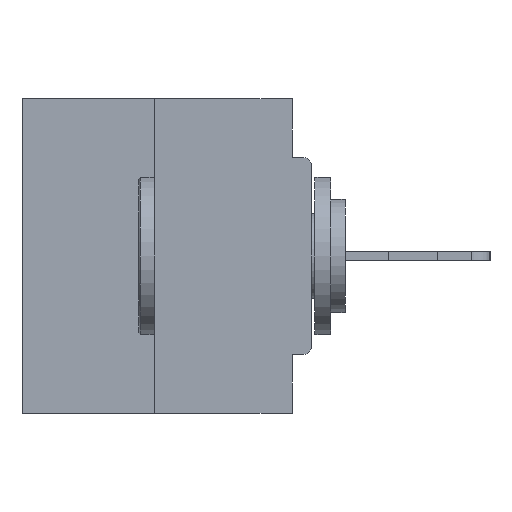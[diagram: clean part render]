
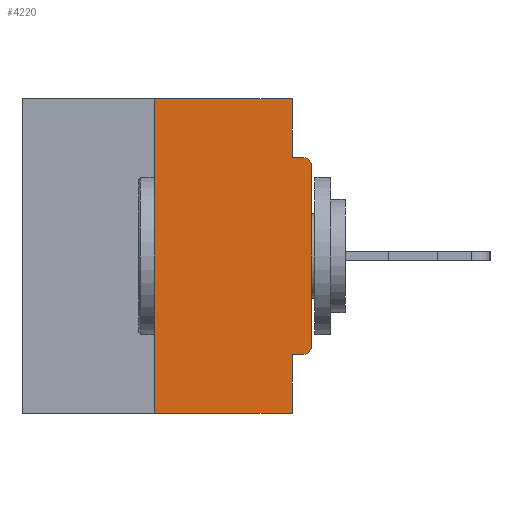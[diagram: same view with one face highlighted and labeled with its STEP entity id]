
A CAD part, left-side view. The second image highlights one B-rep face of the part: STEP entity #4220.
In plain terms, the highlighted planar face has unit normal (-1, 0, 0).
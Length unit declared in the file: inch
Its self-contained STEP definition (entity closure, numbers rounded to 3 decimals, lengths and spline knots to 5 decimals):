
#213 = EDGE_CURVE ( 'NONE', #23322, #18647, #1028, .T. ) ;
#310 = CARTESIAN_POINT ( 'NONE',  ( 0., 0.031, -0.4065 ) ) ;
#382 = DIRECTION ( 'NONE',  ( -1., 0., 0. ) ) ;
#411 = DIRECTION ( 'NONE',  ( -1., 0., 0. ) ) ;
#1028 = LINE ( 'NONE', #18547, #4634 ) ;
#1063 = DIRECTION ( 'NONE',  ( 0., 0., -1. ) ) ;
#1353 = DIRECTION ( 'NONE',  ( 1., 0., 0. ) ) ;
#1690 = CARTESIAN_POINT ( 'NONE',  ( 0., 0.031, -0.0935 ) ) ;
#2108 = CARTESIAN_POINT ( 'NONE',  ( 0., 0.031, 0. ) ) ;
#2623 = VERTEX_POINT ( 'NONE', #31524 ) ;
#2962 = ORIENTED_EDGE ( 'NONE', *, *, #15002, .T. ) ;
#3246 = VERTEX_POINT ( 'NONE', #24535 ) ;
#3782 = CARTESIAN_POINT ( 'NONE',  ( 0., 0.46, 0. ) ) ;
#3949 = LINE ( 'NONE', #6410, #10520 ) ;
#4159 = EDGE_CURVE ( 'NONE', #2623, #23287, #3949, .T. ) ;
#4220 = ADVANCED_FACE ( 'NONE', ( #8534 ), #6250, .F. ) ;
#4414 = EDGE_CURVE ( 'NONE', #16802, #29725, #20469, .T. ) ;
#4634 = VECTOR ( 'NONE', #28547, 39.37008 ) ;
#5186 = EDGE_CURVE ( 'NONE', #13113, #20900, #10011, .T. ) ;
#5221 = DIRECTION ( 'NONE',  ( 0., 0., 1. ) ) ;
#5775 = DIRECTION ( 'NONE',  ( 0., 0., -1. ) ) ;
#5960 = LINE ( 'NONE', #8102, #18434 ) ;
#6250 = PLANE ( 'NONE',  #7446 ) ;
#6410 = CARTESIAN_POINT ( 'NONE',  ( 0., 0., 0. ) ) ;
#7015 = EDGE_CURVE ( 'NONE', #13113, #2623, #14885, .T. ) ;
#7446 = AXIS2_PLACEMENT_3D ( 'NONE', #3782, #1353, #11300 ) ;
#7868 = CARTESIAN_POINT ( 'NONE',  ( 0., 0.25, 0. ) ) ;
#8102 = CARTESIAN_POINT ( 'NONE',  ( 0., 0.031, 0. ) ) ;
#8338 = CARTESIAN_POINT ( 'NONE',  ( 0., 0.46, -0.5 ) ) ;
#8534 = FACE_OUTER_BOUND ( 'NONE', #20098, .T. ) ;
#8805 = VECTOR ( 'NONE', #14182, 39.37008 ) ;
#9205 = VECTOR ( 'NONE', #30148, 39.37008 ) ;
#9800 = ORIENTED_EDGE ( 'NONE', *, *, #7015, .T. ) ;
#9963 = CARTESIAN_POINT ( 'NONE',  ( 0., 0.46, 0. ) ) ;
#10011 = LINE ( 'NONE', #12791, #13227 ) ;
#10458 = ORIENTED_EDGE ( 'NONE', *, *, #4414, .F. ) ;
#10520 = VECTOR ( 'NONE', #31131, 39.37008 ) ;
#10696 = AXIS2_PLACEMENT_3D ( 'NONE', #28210, #382, #15882 ) ;
#11100 = EDGE_CURVE ( 'NONE', #20900, #28495, #14246, .T. ) ;
#11187 = CARTESIAN_POINT ( 'NONE',  ( 0., 0.015, -0.4065 ) ) ;
#11300 = DIRECTION ( 'NONE',  ( 0., 0., -1. ) ) ;
#12791 = CARTESIAN_POINT ( 'NONE',  ( 0., 0., -0.4065 ) ) ;
#13113 = VERTEX_POINT ( 'NONE', #11187 ) ;
#13227 = VECTOR ( 'NONE', #30337, 39.37008 ) ;
#13301 = CARTESIAN_POINT ( 'NONE',  ( 0., 0.015, -0.1085 ) ) ;
#14182 = DIRECTION ( 'NONE',  ( 0., -1., 0. ) ) ;
#14246 = LINE ( 'NONE', #21813, #28865 ) ;
#14705 = CARTESIAN_POINT ( 'NONE',  ( 0., 0.015, -0.0935 ) ) ;
#14885 = CIRCLE ( 'NONE', #10696, 0.015 ) ;
#15002 = EDGE_CURVE ( 'NONE', #3246, #28495, #26663, .T. ) ;
#15207 = LINE ( 'NONE', #7868, #18985 ) ;
#15882 = DIRECTION ( 'NONE',  ( 0., 0., -1. ) ) ;
#16132 = CARTESIAN_POINT ( 'NONE',  ( 0., 0.031, -0.5 ) ) ;
#16228 = ORIENTED_EDGE ( 'NONE', *, *, #4159, .T. ) ;
#16471 = EDGE_CURVE ( 'NONE', #3246, #16802, #15207, .T. ) ;
#16802 = VERTEX_POINT ( 'NONE', #17591 ) ;
#17591 = CARTESIAN_POINT ( 'NONE',  ( 0., 0.25, 0. ) ) ;
#18434 = VECTOR ( 'NONE', #1063, 39.37008 ) ;
#18547 = CARTESIAN_POINT ( 'NONE',  ( 0., 0., -0.0935 ) ) ;
#18647 = VERTEX_POINT ( 'NONE', #14705 ) ;
#18985 = VECTOR ( 'NONE', #5221, 39.37008 ) ;
#20098 = EDGE_LOOP ( 'NONE', ( #10458, #31878, #2962, #28082, #29564, #9800, #16228, #31562, #30432, #24945 ) ) ;
#20469 = LINE ( 'NONE', #9963, #9205 ) ;
#20900 = VERTEX_POINT ( 'NONE', #310 ) ;
#21813 = CARTESIAN_POINT ( 'NONE',  ( 0., 0.031, -0.5 ) ) ;
#23287 = VERTEX_POINT ( 'NONE', #29349 ) ;
#23322 = VERTEX_POINT ( 'NONE', #1690 ) ;
#24493 = EDGE_CURVE ( 'NONE', #23287, #18647, #29618, .T. ) ;
#24535 = CARTESIAN_POINT ( 'NONE',  ( 0., 0.25, -0.5 ) ) ;
#24945 = ORIENTED_EDGE ( 'NONE', *, *, #30377, .F. ) ;
#26663 = LINE ( 'NONE', #8338, #8805 ) ;
#28082 = ORIENTED_EDGE ( 'NONE', *, *, #11100, .F. ) ;
#28210 = CARTESIAN_POINT ( 'NONE',  ( 0., 0.015, -0.3915 ) ) ;
#28495 = VERTEX_POINT ( 'NONE', #16132 ) ;
#28547 = DIRECTION ( 'NONE',  ( 0., -1., 0. ) ) ;
#28865 = VECTOR ( 'NONE', #32092, 39.37008 ) ;
#29349 = CARTESIAN_POINT ( 'NONE',  ( 0., 0., -0.1085 ) ) ;
#29564 = ORIENTED_EDGE ( 'NONE', *, *, #5186, .F. ) ;
#29618 = CIRCLE ( 'NONE', #30636, 0.015 ) ;
#29725 = VERTEX_POINT ( 'NONE', #2108 ) ;
#30148 = DIRECTION ( 'NONE',  ( 0., -1., 0. ) ) ;
#30337 = DIRECTION ( 'NONE',  ( 0., 1., 0. ) ) ;
#30377 = EDGE_CURVE ( 'NONE', #29725, #23322, #5960, .T. ) ;
#30432 = ORIENTED_EDGE ( 'NONE', *, *, #213, .F. ) ;
#30636 = AXIS2_PLACEMENT_3D ( 'NONE', #13301, #411, #5775 ) ;
#31131 = DIRECTION ( 'NONE',  ( 0., 0., 1. ) ) ;
#31524 = CARTESIAN_POINT ( 'NONE',  ( 0., 0., -0.3915 ) ) ;
#31562 = ORIENTED_EDGE ( 'NONE', *, *, #24493, .T. ) ;
#31878 = ORIENTED_EDGE ( 'NONE', *, *, #16471, .F. ) ;
#32092 = DIRECTION ( 'NONE',  ( 0., 0., -1. ) ) ;
